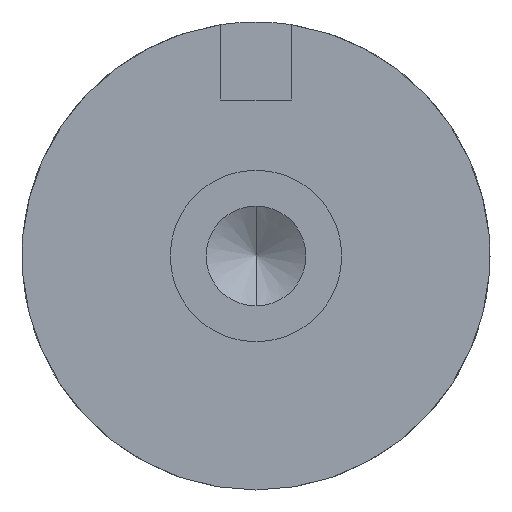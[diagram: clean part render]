
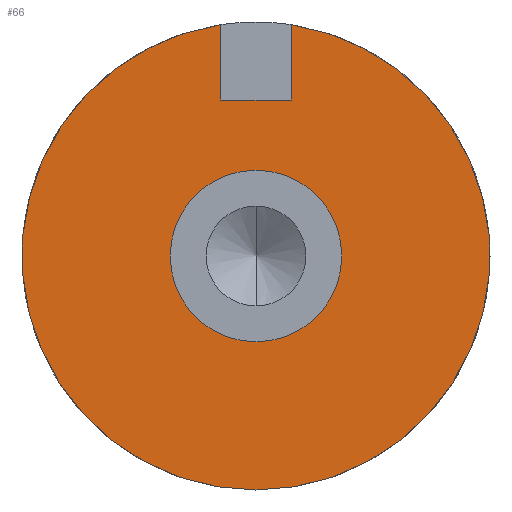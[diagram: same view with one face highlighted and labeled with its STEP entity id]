
A CAD part, left-side view. The second image highlights one B-rep face of the part: STEP entity #66.
In plain terms, the highlighted planar face has unit normal (-1, 0, 0).
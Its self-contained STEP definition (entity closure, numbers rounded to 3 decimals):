
#9 = EDGE_CURVE ( 'NONE', #325, #412, #238, .T. ) ;
#26 = CARTESIAN_POINT ( 'NONE',  ( -5.9, 0., 0. ) ) ;
#30 = DIRECTION ( 'NONE',  ( 0., 0., 1. ) ) ;
#34 = CIRCLE ( 'NONE', #195, 5.5 ) ;
#35 = EDGE_LOOP ( 'NONE', ( #132, #246, #197, #283, #368 ) ) ;
#48 = VERTEX_POINT ( 'NONE', #514 ) ;
#54 = DIRECTION ( 'NONE',  ( 0., -1., 0. ) ) ;
#62 = DIRECTION ( 'NONE',  ( 0., 0., -1. ) ) ;
#66 = ADVANCED_FACE ( 'NONE', ( #394, #314 ), #358, .F. ) ;
#73 = DIRECTION ( 'NONE',  ( 0., 0., 1. ) ) ;
#84 = EDGE_CURVE ( 'NONE', #306, #127, #103, .T. ) ;
#103 = LINE ( 'NONE', #149, #411 ) ;
#105 = EDGE_CURVE ( 'NONE', #48, #426, #34, .T. ) ;
#107 = DIRECTION ( 'NONE',  ( -1., 0., 0. ) ) ;
#127 = VERTEX_POINT ( 'NONE', #428 ) ;
#132 = ORIENTED_EDGE ( 'NONE', *, *, #220, .F. ) ;
#136 = VECTOR ( 'NONE', #54, 1000. ) ;
#140 = CIRCLE ( 'NONE', #190, 15. ) ;
#141 = LINE ( 'NONE', #260, #136 ) ;
#149 = CARTESIAN_POINT ( 'NONE',  ( -5.9, 2.25, 10. ) ) ;
#151 = AXIS2_PLACEMENT_3D ( 'NONE', #476, #189, #482 ) ;
#152 = DIRECTION ( 'NONE',  ( 0., 0., 1. ) ) ;
#157 = CARTESIAN_POINT ( 'NONE',  ( -5.9, 0., 0. ) ) ;
#189 = DIRECTION ( 'NONE',  ( 1., 0., 0. ) ) ;
#190 = AXIS2_PLACEMENT_3D ( 'NONE', #386, #307, #463 ) ;
#195 = AXIS2_PLACEMENT_3D ( 'NONE', #26, #270, #360 ) ;
#197 = ORIENTED_EDGE ( 'NONE', *, *, #294, .T. ) ;
#220 = EDGE_CURVE ( 'NONE', #127, #325, #141, .T. ) ;
#233 = CIRCLE ( 'NONE', #539, 15. ) ;
#235 = DIRECTION ( 'NONE',  ( -1., 0., 0. ) ) ;
#238 = LINE ( 'NONE', #281, #518 ) ;
#246 = ORIENTED_EDGE ( 'NONE', *, *, #84, .F. ) ;
#257 = AXIS2_PLACEMENT_3D ( 'NONE', #268, #107, #152 ) ;
#260 = CARTESIAN_POINT ( 'NONE',  ( -5.9, 2.25, 10. ) ) ;
#268 = CARTESIAN_POINT ( 'NONE',  ( -5.9, 0., 0. ) ) ;
#270 = DIRECTION ( 'NONE',  ( -1., 0., 0. ) ) ;
#281 = CARTESIAN_POINT ( 'NONE',  ( -5.9, -2.25, 10. ) ) ;
#283 = ORIENTED_EDGE ( 'NONE', *, *, #401, .T. ) ;
#294 = EDGE_CURVE ( 'NONE', #306, #329, #140, .T. ) ;
#302 = CARTESIAN_POINT ( 'NONE',  ( -5.9, 0., -15. ) ) ;
#306 = VERTEX_POINT ( 'NONE', #353 ) ;
#307 = DIRECTION ( 'NONE',  ( -1., 0., 0. ) ) ;
#310 = CARTESIAN_POINT ( 'NONE',  ( -5.9, -2.25, 10. ) ) ;
#314 = FACE_OUTER_BOUND ( 'NONE', #35, .T. ) ;
#322 = CARTESIAN_POINT ( 'NONE',  ( -5.9, -2.25, 14.83 ) ) ;
#325 = VERTEX_POINT ( 'NONE', #310 ) ;
#329 = VERTEX_POINT ( 'NONE', #302 ) ;
#348 = ORIENTED_EDGE ( 'NONE', *, *, #105, .F. ) ;
#353 = CARTESIAN_POINT ( 'NONE',  ( -5.9, 2.25, 14.83 ) ) ;
#357 = CARTESIAN_POINT ( 'NONE',  ( -5.9, 0., -5.5 ) ) ;
#358 = PLANE ( 'NONE',  #151 ) ;
#360 = DIRECTION ( 'NONE',  ( 0., 0., 1. ) ) ;
#368 = ORIENTED_EDGE ( 'NONE', *, *, #9, .F. ) ;
#371 = ORIENTED_EDGE ( 'NONE', *, *, #396, .F. ) ;
#386 = CARTESIAN_POINT ( 'NONE',  ( -5.9, 0., 0. ) ) ;
#394 = FACE_BOUND ( 'NONE', #499, .T. ) ;
#396 = EDGE_CURVE ( 'NONE', #426, #48, #420, .T. ) ;
#401 = EDGE_CURVE ( 'NONE', #329, #412, #233, .T. ) ;
#411 = VECTOR ( 'NONE', #62, 1000. ) ;
#412 = VERTEX_POINT ( 'NONE', #322 ) ;
#420 = CIRCLE ( 'NONE', #257, 5.5 ) ;
#426 = VERTEX_POINT ( 'NONE', #357 ) ;
#428 = CARTESIAN_POINT ( 'NONE',  ( -5.9, 2.25, 10. ) ) ;
#463 = DIRECTION ( 'NONE',  ( 0., 0., 1. ) ) ;
#476 = CARTESIAN_POINT ( 'NONE',  ( -5.9, 15., 0. ) ) ;
#482 = DIRECTION ( 'NONE',  ( 0., 0., -1. ) ) ;
#499 = EDGE_LOOP ( 'NONE', ( #348, #371 ) ) ;
#514 = CARTESIAN_POINT ( 'NONE',  ( -5.9, 0., 5.5 ) ) ;
#518 = VECTOR ( 'NONE', #30, 1000. ) ;
#539 = AXIS2_PLACEMENT_3D ( 'NONE', #157, #235, #73 ) ;
